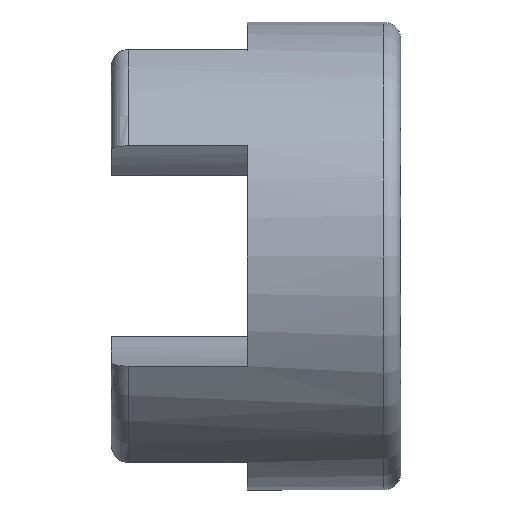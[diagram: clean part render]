
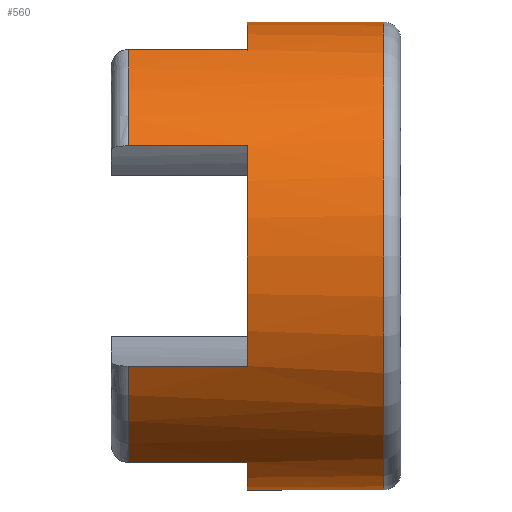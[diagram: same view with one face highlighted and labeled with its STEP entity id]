
A CAD part, front view. The second image highlights one B-rep face of the part: STEP entity #560.
In plain terms, the highlighted cylindrical face has radius 27.5 mm (diameter 55 mm), a partial arc.
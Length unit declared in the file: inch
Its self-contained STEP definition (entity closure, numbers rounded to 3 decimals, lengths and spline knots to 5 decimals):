
#18 = DIRECTION ( 'NONE',  ( 1., 0., 0. ) ) ;
#53 = DIRECTION ( 'NONE',  ( 0., 0., -1. ) ) ;
#70 = VECTOR ( 'NONE', #639, 39.37008 ) ;
#82 = AXIS2_PLACEMENT_3D ( 'NONE', #2020, #1114, #1845 ) ;
#83 = CIRCLE ( 'NONE', #1420, 1.08268 ) ;
#102 = DIRECTION ( 'NONE',  ( 1., 0., 0. ) ) ;
#108 = EDGE_CURVE ( 'NONE', #134, #428, #1916, .T. ) ;
#131 = DIRECTION ( 'NONE',  ( 0., 0., -1. ) ) ;
#132 = DIRECTION ( 'NONE',  ( 1., 0., 0. ) ) ;
#134 = VERTEX_POINT ( 'NONE', #2113 ) ;
#154 = EDGE_CURVE ( 'NONE', #1166, #1687, #1048, .T. ) ;
#173 = CARTESIAN_POINT ( 'NONE',  ( -0.07874, 0., 1.08268 ) ) ;
#184 = VECTOR ( 'NONE', #201, 39.37008 ) ;
#201 = DIRECTION ( 'NONE',  ( 1., 0., 0. ) ) ;
#214 = VERTEX_POINT ( 'NONE', #173 ) ;
#215 = EDGE_CURVE ( 'NONE', #1166, #1235, #1077, .T. ) ;
#236 = ORIENTED_EDGE ( 'NONE', *, *, #1936, .T. ) ;
#299 = CARTESIAN_POINT ( 'NONE',  ( 1.9685, 0., 0. ) ) ;
#306 = EDGE_CURVE ( 'NONE', #2264, #1991, #83, .T. ) ;
#321 = CARTESIAN_POINT ( 'NONE',  ( -1.02362, -0.95517, 0.50975 ) ) ;
#327 = VERTEX_POINT ( 'NONE', #582 ) ;
#376 = DIRECTION ( 'NONE',  ( 1., 0., 0. ) ) ;
#415 = CIRCLE ( 'NONE', #82, 1.08268 ) ;
#428 = VERTEX_POINT ( 'NONE', #1269 ) ;
#439 = ORIENTED_EDGE ( 'NONE', *, *, #1779, .T. ) ;
#440 = ORIENTED_EDGE ( 'NONE', *, *, #108, .F. ) ;
#532 = CARTESIAN_POINT ( 'NONE',  ( -0.07874, 0., -1.08268 ) ) ;
#540 = ORIENTED_EDGE ( 'NONE', *, *, #573, .F. ) ;
#560 = ADVANCED_FACE ( 'NONE', ( #2286 ), #2071, .T. ) ;
#573 = EDGE_CURVE ( 'NONE', #327, #1200, #821, .T. ) ;
#582 = CARTESIAN_POINT ( 'NONE',  ( -1.25984, -0.50975, 0.95517 ) ) ;
#613 = DIRECTION ( 'NONE',  ( 1., 0., 0. ) ) ;
#626 = DIRECTION ( 'NONE',  ( 0., 0., -1. ) ) ;
#639 = DIRECTION ( 'NONE',  ( -1., 0., 0. ) ) ;
#654 = AXIS2_PLACEMENT_3D ( 'NONE', #299, #102, #131 ) ;
#669 = VECTOR ( 'NONE', #1054, 39.37008 ) ;
#687 = VECTOR ( 'NONE', #1965, 39.37008 ) ;
#693 = EDGE_CURVE ( 'NONE', #1721, #214, #1987, .T. ) ;
#702 = AXIS2_PLACEMENT_3D ( 'NONE', #1897, #1709, #2254 ) ;
#711 = CARTESIAN_POINT ( 'NONE',  ( 1.9685, 0., 1.08268 ) ) ;
#726 = ORIENTED_EDGE ( 'NONE', *, *, #2156, .T. ) ;
#764 = VECTOR ( 'NONE', #1018, 39.37008 ) ;
#765 = CARTESIAN_POINT ( 'NONE',  ( -0.70866, -0.95517, -0.50975 ) ) ;
#821 = LINE ( 'NONE', #2310, #764 ) ;
#947 = ORIENTED_EDGE ( 'NONE', *, *, #2140, .F. ) ;
#1018 = DIRECTION ( 'NONE',  ( 1., 0., 0. ) ) ;
#1048 = CIRCLE ( 'NONE', #2228, 1.08268 ) ;
#1054 = DIRECTION ( 'NONE',  ( 1., 0., 0. ) ) ;
#1077 = LINE ( 'NONE', #2155, #669 ) ;
#1091 = AXIS2_PLACEMENT_3D ( 'NONE', #1646, #18, #53 ) ;
#1114 = DIRECTION ( 'NONE',  ( 1., 0., 0. ) ) ;
#1166 = VERTEX_POINT ( 'NONE', #1973 ) ;
#1200 = VERTEX_POINT ( 'NONE', #1901 ) ;
#1235 = VERTEX_POINT ( 'NONE', #765 ) ;
#1242 = DIRECTION ( 'NONE',  ( 0., 0., -1. ) ) ;
#1269 = CARTESIAN_POINT ( 'NONE',  ( -1.25984, -0.95517, 0.50975 ) ) ;
#1274 = CARTESIAN_POINT ( 'NONE',  ( 1.9685, 0., -1.08268 ) ) ;
#1321 = VECTOR ( 'NONE', #1968, 39.37008 ) ;
#1420 = AXIS2_PLACEMENT_3D ( 'NONE', #2322, #376, #1242 ) ;
#1476 = AXIS2_PLACEMENT_3D ( 'NONE', #2249, #613, #626 ) ;
#1515 = ORIENTED_EDGE ( 'NONE', *, *, #1517, .T. ) ;
#1517 = EDGE_CURVE ( 'NONE', #134, #1235, #2220, .T. ) ;
#1519 = EDGE_LOOP ( 'NONE', ( #2185, #439, #540, #236, #440, #1515, #1740, #2117, #2226, #2138, #726, #947 ) ) ;
#1580 = DIRECTION ( 'NONE',  ( 0., 0., -1. ) ) ;
#1586 = CARTESIAN_POINT ( 'NONE',  ( -1.25984, -0.50975, -0.95517 ) ) ;
#1612 = LINE ( 'NONE', #2323, #1321 ) ;
#1630 = CIRCLE ( 'NONE', #1091, 1.08268 ) ;
#1646 = CARTESIAN_POINT ( 'NONE',  ( -0.07874, 0., 0. ) ) ;
#1687 = VERTEX_POINT ( 'NONE', #1586 ) ;
#1708 = VERTEX_POINT ( 'NONE', #532 ) ;
#1709 = DIRECTION ( 'NONE',  ( 1., 0., 0. ) ) ;
#1721 = VERTEX_POINT ( 'NONE', #2225 ) ;
#1740 = ORIENTED_EDGE ( 'NONE', *, *, #215, .F. ) ;
#1742 = CARTESIAN_POINT ( 'NONE',  ( -0.70866, -0.50975, -0.95517 ) ) ;
#1779 = EDGE_CURVE ( 'NONE', #1721, #1200, #415, .T. ) ;
#1783 = CIRCLE ( 'NONE', #1476, 1.08268 ) ;
#1845 = DIRECTION ( 'NONE',  ( 0., 0., -1. ) ) ;
#1897 = CARTESIAN_POINT ( 'NONE',  ( -0.70866, 0., 0. ) ) ;
#1901 = CARTESIAN_POINT ( 'NONE',  ( -0.70866, -0.50975, 0.95517 ) ) ;
#1916 = LINE ( 'NONE', #321, #70 ) ;
#1930 = CARTESIAN_POINT ( 'NONE',  ( -1.25984, 0., 0. ) ) ;
#1936 = EDGE_CURVE ( 'NONE', #327, #428, #1783, .T. ) ;
#1965 = DIRECTION ( 'NONE',  ( 1., 0., 0. ) ) ;
#1968 = DIRECTION ( 'NONE',  ( -1., 0., 0. ) ) ;
#1973 = CARTESIAN_POINT ( 'NONE',  ( -1.25984, -0.95517, -0.50975 ) ) ;
#1980 = CARTESIAN_POINT ( 'NONE',  ( -0.70866, 0., -1.08268 ) ) ;
#1987 = LINE ( 'NONE', #711, #687 ) ;
#1991 = VERTEX_POINT ( 'NONE', #1980 ) ;
#2020 = CARTESIAN_POINT ( 'NONE',  ( -0.70866, 0., 0. ) ) ;
#2071 = CYLINDRICAL_SURFACE ( 'NONE', #654, 1.08268 ) ;
#2100 = EDGE_CURVE ( 'NONE', #2264, #1687, #1612, .T. ) ;
#2113 = CARTESIAN_POINT ( 'NONE',  ( -0.70866, -0.95517, 0.50975 ) ) ;
#2117 = ORIENTED_EDGE ( 'NONE', *, *, #154, .T. ) ;
#2138 = ORIENTED_EDGE ( 'NONE', *, *, #306, .T. ) ;
#2140 = EDGE_CURVE ( 'NONE', #214, #1708, #1630, .T. ) ;
#2155 = CARTESIAN_POINT ( 'NONE',  ( -1.02362, -0.95517, -0.50975 ) ) ;
#2156 = EDGE_CURVE ( 'NONE', #1991, #1708, #2174, .T. ) ;
#2174 = LINE ( 'NONE', #1274, #184 ) ;
#2185 = ORIENTED_EDGE ( 'NONE', *, *, #693, .F. ) ;
#2220 = CIRCLE ( 'NONE', #702, 1.08268 ) ;
#2225 = CARTESIAN_POINT ( 'NONE',  ( -0.70866, 0., 1.08268 ) ) ;
#2226 = ORIENTED_EDGE ( 'NONE', *, *, #2100, .F. ) ;
#2228 = AXIS2_PLACEMENT_3D ( 'NONE', #1930, #132, #1580 ) ;
#2249 = CARTESIAN_POINT ( 'NONE',  ( -1.25984, 0., 0. ) ) ;
#2254 = DIRECTION ( 'NONE',  ( 0., 0., -1. ) ) ;
#2264 = VERTEX_POINT ( 'NONE', #1742 ) ;
#2286 = FACE_OUTER_BOUND ( 'NONE', #1519, .T. ) ;
#2310 = CARTESIAN_POINT ( 'NONE',  ( -1.02362, -0.50975, 0.95517 ) ) ;
#2322 = CARTESIAN_POINT ( 'NONE',  ( -0.70866, 0., 0. ) ) ;
#2323 = CARTESIAN_POINT ( 'NONE',  ( -1.02362, -0.50975, -0.95517 ) ) ;
